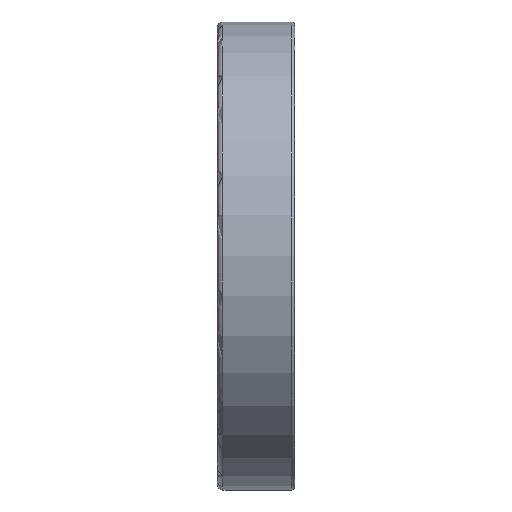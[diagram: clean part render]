
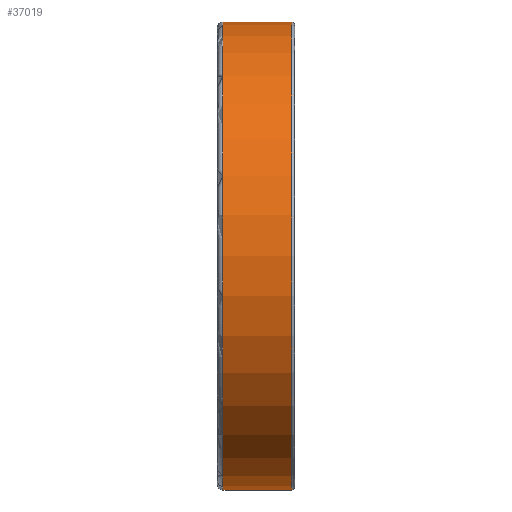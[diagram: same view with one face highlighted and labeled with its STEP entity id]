
A CAD part, top view. The second image highlights one B-rep face of the part: STEP entity #37019.
In plain terms, the highlighted cylindrical face has radius 85 mm (diameter 170 mm), a partial arc.
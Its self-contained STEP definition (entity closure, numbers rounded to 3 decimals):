
#26819=DIRECTION('',(-1.,0.,0.));
#26820=VECTOR('',#26819,25.);
#26821=CARTESIAN_POINT('',(13.,85.,0.));
#26822=LINE('',#26821,#26820);
#26826=DIRECTION('',(-1.,0.,0.));
#26827=VECTOR('',#26826,25.);
#26828=CARTESIAN_POINT('',(13.,-85.,0.));
#26829=LINE('',#26828,#26827);
#26841=CARTESIAN_POINT('',(13.,0.,0.));
#26842=DIRECTION('',(1.,0.,0.));
#26843=DIRECTION('',(0.,1.,0.));
#26844=AXIS2_PLACEMENT_3D('',#26841,#26842,#26843);
#26849=CARTESIAN_POINT('',(-12.,0.,0.));
#26850=DIRECTION('',(1.,0.,0.));
#26851=DIRECTION('',(0.,1.,0.));
#26852=AXIS2_PLACEMENT_3D('',#26849,#26850,#26851);
#33834=CARTESIAN_POINT('',(13.,85.,0.));
#33835=CARTESIAN_POINT('',(-12.,85.,0.));
#33836=VERTEX_POINT('',#33834);
#33837=VERTEX_POINT('',#33835);
#33846=CARTESIAN_POINT('',(13.,-85.,0.));
#33847=CARTESIAN_POINT('',(-12.,-85.,0.));
#33848=VERTEX_POINT('',#33846);
#33849=VERTEX_POINT('',#33847);
#37007=CARTESIAN_POINT('',(-15.4,0.,0.));
#37008=DIRECTION('',(1.,0.,0.));
#37009=DIRECTION('',(0.,-1.,0.));
#37010=AXIS2_PLACEMENT_3D('',#37007,#37008,#37009);
#37011=CYLINDRICAL_SURFACE('',#37010,85.);
#37012=ORIENTED_EDGE('',*,*,#36997,.F.);
#37013=ORIENTED_EDGE('',*,*,#36974,.T.);
#37014=ORIENTED_EDGE('',*,*,#37001,.T.);
#37016=ORIENTED_EDGE('',*,*,#37015,.F.);
#37017=EDGE_LOOP('',(#37012,#37013,#37014,#37016));
#37018=FACE_OUTER_BOUND('',#37017,.F.);
#26845=CIRCLE('',#26844,85.);
#26853=CIRCLE('',#26852,85.);
#36974=EDGE_CURVE('',#33836,#33848,#26845,.T.);
#36997=EDGE_CURVE('',#33836,#33837,#26822,.T.);
#37001=EDGE_CURVE('',#33848,#33849,#26829,.T.);
#37015=EDGE_CURVE('',#33837,#33849,#26853,.T.);
#37019=ADVANCED_FACE('',(#37018),#37011,.T.);
